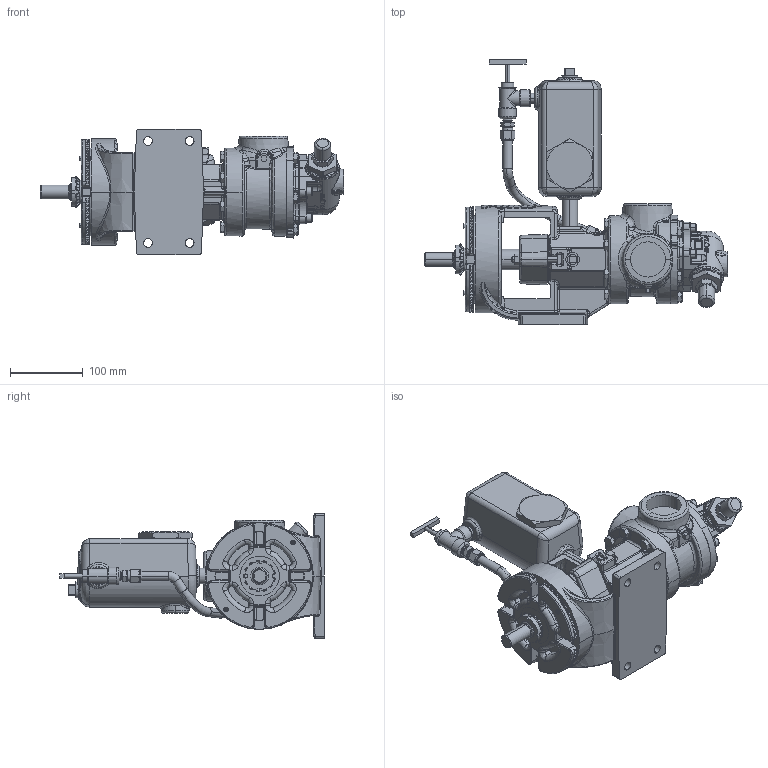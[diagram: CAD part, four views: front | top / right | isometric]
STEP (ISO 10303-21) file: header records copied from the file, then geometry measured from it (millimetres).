
FILE_DESCRIPTION (( 'STEP AP214' ), '1' );
FILE_NAME ('HL4924A.STEP', '2016-09-19T18:30:10', ( '' ), ( '' ), 'SwSTEP 2.0', 'SolidWorks 2015', '' );
FILE_SCHEMA (( 'AUTOMOTIVE_DESIGN' ));
Length unit declared in the file: inch
Products named in the file (2): HL4924A
Bounding box: 415.84 x 363.09 x 171.45 mm (x, y, z)
Volume: 4401563.7 mm3; surface area: 376343.2 mm2
Topology: 1 solids, 1 shells, 2849 faces, 7136 edges, 4298 vertices
Faces by surface type: cylinder 840, plane 739, bspline 684, cone 421, torus 109, sphere 56
Entity records: 143786 total; most frequent: CARTESIAN_POINT 77290, ORIENTED_EDGE 14124, DIRECTION 11253, EDGE_CURVE 7062, AXIS2_PLACEMENT_3D 4620, VERTEX_POINT 4297, EDGE_LOOP 2945, FACE_OUTER_BOUND 2849
